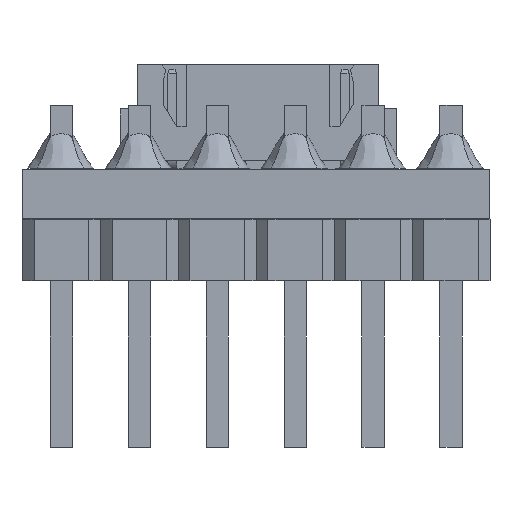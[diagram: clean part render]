
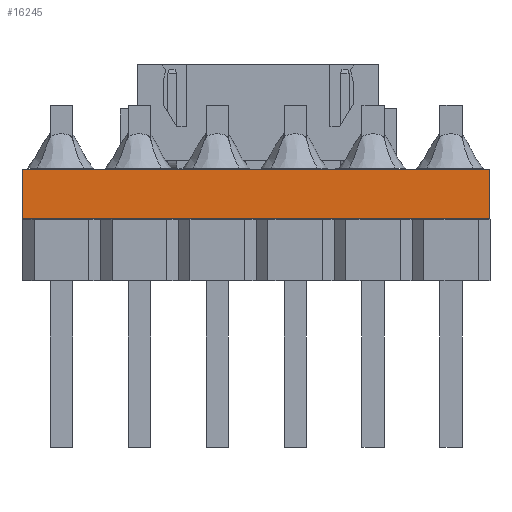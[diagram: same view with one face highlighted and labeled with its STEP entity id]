
A CAD part, front view. The second image highlights one B-rep face of the part: STEP entity #16245.
In plain terms, the highlighted free-form (B-spline) face has degree [1, 1] with [2, 2] control points.
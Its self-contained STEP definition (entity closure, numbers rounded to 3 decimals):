
#15959 = VERTEX_POINT('',#15960);
#15960 = CARTESIAN_POINT('',(9.995,0.,1.312));
#15965 = EDGE_CURVE('',#15966,#15959,#15968,.T.);
#15966 = VERTEX_POINT('',#15967);
#15967 = CARTESIAN_POINT('',(9.995,0.,-0.787));
#15968 = B_SPLINE_CURVE_WITH_KNOTS('',1,(#15969,#15970),.UNSPECIFIED.,
  .F.,.F.,(2,2),(-0.6,1.),.PIECEWISE_BEZIER_KNOTS.);
#15969 = CARTESIAN_POINT('',(9.995,0.,-0.787));
#15970 = CARTESIAN_POINT('',(9.995,0.,1.312));
#16028 = VERTEX_POINT('',#16029);
#16029 = CARTESIAN_POINT('',(-9.995,0.,1.312));
#16034 = EDGE_CURVE('',#16028,#15959,#16035,.T.);
#16035 = B_SPLINE_CURVE_WITH_KNOTS('',1,(#16036,#16037),.UNSPECIFIED.,
  .F.,.F.,(2,2),(-7.62,7.62),.PIECEWISE_BEZIER_KNOTS.);
#16036 = CARTESIAN_POINT('',(-9.995,0.,1.312));
#16037 = CARTESIAN_POINT('',(9.995,0.,1.312));
#16149 = EDGE_CURVE('',#16150,#15966,#16152,.T.);
#16150 = VERTEX_POINT('',#16151);
#16151 = CARTESIAN_POINT('',(-9.995,0.,-0.787));
#16152 = B_SPLINE_CURVE_WITH_KNOTS('',1,(#16153,#16154),.UNSPECIFIED.,
  .F.,.F.,(2,2),(-3.81,11.43),.PIECEWISE_BEZIER_KNOTS.);
#16153 = CARTESIAN_POINT('',(-9.995,0.,-0.787));
#16154 = CARTESIAN_POINT('',(9.995,0.,-0.787));
#16223 = EDGE_CURVE('',#16150,#16028,#16224,.T.);
#16224 = B_SPLINE_CURVE_WITH_KNOTS('',1,(#16225,#16226),.UNSPECIFIED.,
  .F.,.F.,(2,2),(-0.6,1.),.PIECEWISE_BEZIER_KNOTS.);
#16225 = CARTESIAN_POINT('',(-9.995,0.,-0.787));
#16226 = CARTESIAN_POINT('',(-9.995,0.,1.312));
#16245 = ADVANCED_FACE('',(#16246),#16252,.T.);
#16246 = FACE_BOUND('',#16247,.T.);
#16247 = EDGE_LOOP('',(#16248,#16249,#16250,#16251));
#16248 = ORIENTED_EDGE('',*,*,#16149,.T.);
#16249 = ORIENTED_EDGE('',*,*,#15965,.T.);
#16250 = ORIENTED_EDGE('',*,*,#16034,.F.);
#16251 = ORIENTED_EDGE('',*,*,#16223,.F.);
#16252 = B_SPLINE_SURFACE_WITH_KNOTS('',1,1,(
    (#16253,#16254)
    ,(#16255,#16256
    )),.UNSPECIFIED.,.F.,.F.,.F.,(2,2),(2,2),(0.,15.24),(-0.6,1.),
  .PIECEWISE_BEZIER_KNOTS.);
#16253 = CARTESIAN_POINT('',(-9.995,0.,-0.787));
#16254 = CARTESIAN_POINT('',(-9.995,0.,1.312));
#16255 = CARTESIAN_POINT('',(9.995,0.,-0.787));
#16256 = CARTESIAN_POINT('',(9.995,0.,1.312));
